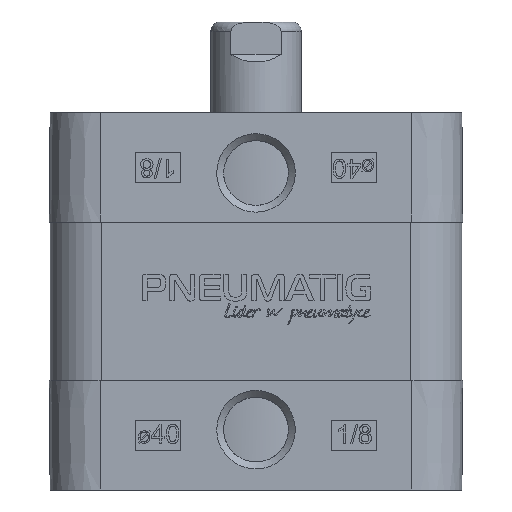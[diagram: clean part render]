
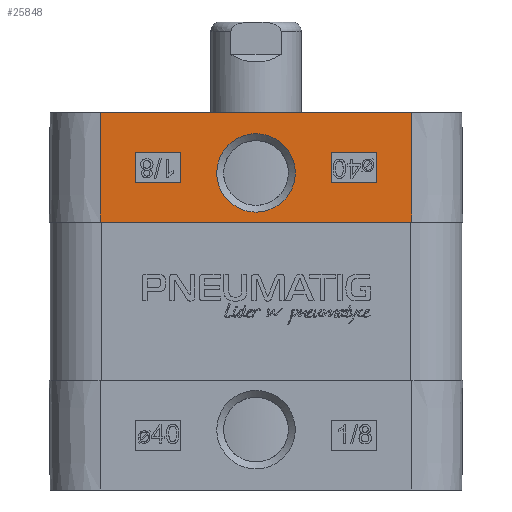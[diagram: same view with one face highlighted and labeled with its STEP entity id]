
A CAD part, left-side view. The second image highlights one B-rep face of the part: STEP entity #25848.
In plain terms, the highlighted planar face has unit normal (-1, 0, 0.009).
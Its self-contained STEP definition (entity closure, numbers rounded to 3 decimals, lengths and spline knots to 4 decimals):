
#1020=B_SPLINE_CURVE_WITH_KNOTS($,3,(#37080,#37081,#37082,#37083,#37084,
#37085,#37086,#37087,#37088,#37089,#37090,#37091,#37092,#37093,#37094,#37095,
#37096,#37097,#37098,#37099,#37100,#37101,#37102,#37103,#37104,#37105,#37106,
#37107,#37108,#37109,#37110,#37111,#37112,#37113,#37114,#37115,#37116,#37117,
#37118,#37119,#37120,#37121,#37122,#37123,#37124,#37125,#37126,#37127,#37128,
#37129,#37130,#37131,#37132,#37133,#37134,#37135,#37136,#37137),
 .UNSPECIFIED.,.T.,.F.,(4,3,3,3,3,3,3,3,3,3,3,3,3,3,3,3,3,3,3,4),(0.,0.1914,
0.2286,0.4161,0.6638,0.936,
1.3093,1.6133,1.636,1.9164,2.1022,
2.1255,2.3171,2.5155,2.8549,3.2246,
3.5525,3.9058,4.056,4.2904),
 .UNSPECIFIED.);
#2822=LINE($,#35533,#4825);
#2897=LINE($,#35828,#4900);
#3080=LINE($,#36996,#5083);
#3082=LINE($,#37000,#5085);
#3084=LINE($,#37004,#5087);
#3086=LINE($,#37007,#5089);
#3088=LINE($,#37013,#5091);
#3090=LINE($,#37017,#5093);
#3092=LINE($,#37021,#5095);
#3094=LINE($,#37024,#5097);
#3096=LINE($,#37139,#5099);
#3097=LINE($,#37140,#5100);
#4825=VECTOR($,#29695,4.13);
#4900=VECTOR($,#30000,4.13);
#5083=VECTOR($,#30337,0.4);
#5085=VECTOR($,#30341,0.6);
#5087=VECTOR($,#30345,0.4);
#5089=VECTOR($,#30349,0.6);
#5091=VECTOR($,#30355,0.4);
#5093=VECTOR($,#30359,0.6);
#5095=VECTOR($,#30363,0.4);
#5097=VECTOR($,#30367,0.6);
#5099=VECTOR($,#30373,1.4501);
#5100=VECTOR($,#30374,1.4501);
#6676=FACE_BOUND($,#8884,.T.);
#6677=FACE_BOUND($,#8885,.T.);
#6678=FACE_BOUND($,#8886,.T.);
#7232=FACE_OUTER_BOUND($,#8883,.T.);
#8883=EDGE_LOOP($,(#19346,#19347,#19348,#19349));
#8884=EDGE_LOOP($,(#19350,#19351,#19352,#19353));
#8885=EDGE_LOOP($,(#19354,#19355,#19356,#19357));
#8886=EDGE_LOOP($,(#19358));
#10973=VERTEX_POINT($,#35530);
#10974=VERTEX_POINT($,#35532);
#11078=VERTEX_POINT($,#35825);
#11079=VERTEX_POINT($,#35827);
#11306=VERTEX_POINT($,#36993);
#11307=VERTEX_POINT($,#36995);
#11308=VERTEX_POINT($,#36999);
#11309=VERTEX_POINT($,#37003);
#11310=VERTEX_POINT($,#37010);
#11311=VERTEX_POINT($,#37012);
#11312=VERTEX_POINT($,#37016);
#11313=VERTEX_POINT($,#37020);
#11314=VERTEX_POINT($,#37078);
#13846=EDGE_CURVE($,#10974,#10973,#2822,.T.);
#13975=EDGE_CURVE($,#11079,#11078,#2897,.T.);
#14279=EDGE_CURVE($,#11307,#11306,#3080,.T.);
#14281=EDGE_CURVE($,#11308,#11307,#3082,.T.);
#14283=EDGE_CURVE($,#11309,#11308,#3084,.T.);
#14285=EDGE_CURVE($,#11306,#11309,#3086,.T.);
#14287=EDGE_CURVE($,#11311,#11310,#3088,.T.);
#14289=EDGE_CURVE($,#11312,#11311,#3090,.T.);
#14291=EDGE_CURVE($,#11313,#11312,#3092,.T.);
#14293=EDGE_CURVE($,#11310,#11313,#3094,.T.);
#14295=EDGE_CURVE($,#11314,#11314,#1020,.T.);
#14296=EDGE_CURVE($,#11079,#10973,#3096,.T.);
#14297=EDGE_CURVE($,#11078,#10974,#3097,.T.);
#19346=ORIENTED_EDGE($,*,*,#13846,.T.);
#19347=ORIENTED_EDGE($,*,*,#14296,.F.);
#19348=ORIENTED_EDGE($,*,*,#13975,.T.);
#19349=ORIENTED_EDGE($,*,*,#14297,.T.);
#19350=ORIENTED_EDGE($,*,*,#14279,.T.);
#19351=ORIENTED_EDGE($,*,*,#14285,.T.);
#19352=ORIENTED_EDGE($,*,*,#14283,.T.);
#19353=ORIENTED_EDGE($,*,*,#14281,.T.);
#19354=ORIENTED_EDGE($,*,*,#14287,.T.);
#19355=ORIENTED_EDGE($,*,*,#14293,.T.);
#19356=ORIENTED_EDGE($,*,*,#14291,.T.);
#19357=ORIENTED_EDGE($,*,*,#14289,.T.);
#19358=ORIENTED_EDGE($,*,*,#14295,.F.);
#25082=PLANE($,#27624);
#25848=ADVANCED_FACE($,(#7232,#6676,#6677,#6678),#25082,.T.);
#27624=AXIS2_PLACEMENT_3D($,#37138,#30371,#30372);
#29695=DIRECTION($,(0.,1.,0.));
#30000=DIRECTION($,(0.,-1.,0.));
#30337=DIRECTION($,(-0.009,0.,-1.));
#30341=DIRECTION($,(0.,-1.,0.));
#30345=DIRECTION($,(0.009,0.,1.));
#30349=DIRECTION($,(0.,1.,0.));
#30355=DIRECTION($,(-0.009,0.,-1.));
#30359=DIRECTION($,(0.,-1.,0.));
#30363=DIRECTION($,(0.009,0.,1.));
#30367=DIRECTION($,(0.,1.,0.));
#30371=DIRECTION('center_axis',(-1.,0.,
0.009));
#30372=DIRECTION('ref_axis',(0.009,0.,
1.));
#30373=DIRECTION($,(0.009,0.,1.));
#30374=DIRECTION($,(0.009,0.,1.));
#35530=CARTESIAN_POINT('',(-2.7273,2.065,1.5));
#35532=CARTESIAN_POINT('',(-2.7273,-2.065,1.5));
#35533=CARTESIAN_POINT($,(-2.7273,-2.065,1.5));
#35825=CARTESIAN_POINT('',(-2.74,-2.065,0.05));
#35827=CARTESIAN_POINT('',(-2.74,2.065,0.05));
#35828=CARTESIAN_POINT($,(-2.74,2.065,0.05));
#36993=CARTESIAN_POINT('',(-2.7354,1.,0.575));
#36995=CARTESIAN_POINT('',(-2.7319,1.,0.975));
#36996=CARTESIAN_POINT($,(-2.7319,1.,0.975));
#36999=CARTESIAN_POINT('',(-2.7319,1.6,0.975));
#37000=CARTESIAN_POINT($,(-2.7319,1.6,0.975));
#37003=CARTESIAN_POINT('',(-2.7354,1.6,0.575));
#37004=CARTESIAN_POINT($,(-2.7354,1.6,0.575));
#37007=CARTESIAN_POINT($,(-2.7354,1.,0.575));
#37010=CARTESIAN_POINT('',(-2.7354,-1.6,0.575));
#37012=CARTESIAN_POINT('',(-2.7319,-1.6,0.975));
#37013=CARTESIAN_POINT($,(-2.7319,-1.6,0.975));
#37016=CARTESIAN_POINT('',(-2.7319,-1.,0.975));
#37017=CARTESIAN_POINT($,(-2.7319,-1.,0.975));
#37020=CARTESIAN_POINT('',(-2.7354,-1.,0.575));
#37021=CARTESIAN_POINT($,(-2.7354,-1.,0.575));
#37024=CARTESIAN_POINT($,(-2.7354,-1.6,0.575));
#37078=CARTESIAN_POINT('',(-2.7389,0.,0.1813));
#37080=CARTESIAN_POINT('Ctrl Pts',(-2.7298,-0.0001,
1.219));
#37081=CARTESIAN_POINT('Ctrl Pts',(-2.7298,0.0637,
1.2191));
#37082=CARTESIAN_POINT('Ctrl Pts',(-2.7299,0.1288,1.2079));
#37083=CARTESIAN_POINT('Ctrl Pts',(-2.7301,0.1905,
1.1841));
#37084=CARTESIAN_POINT('Ctrl Pts',(-2.7301,0.2025,1.1795));
#37085=CARTESIAN_POINT('Ctrl Pts',(-2.7302,0.2143,
1.1744));
#37086=CARTESIAN_POINT('Ctrl Pts',(-2.7302,0.2256,
1.169));
#37087=CARTESIAN_POINT('Ctrl Pts',(-2.7305,0.282,
1.1421));
#37088=CARTESIAN_POINT('Ctrl Pts',(-2.7308,0.3244,1.1086));
#37089=CARTESIAN_POINT('Ctrl Pts',(-2.731,0.3533,1.0816));
#37090=CARTESIAN_POINT('Ctrl Pts',(-2.7313,0.3916,
1.0458));
#37091=CARTESIAN_POINT('Ctrl Pts',(-2.7316,0.4196,
1.0103));
#37092=CARTESIAN_POINT('Ctrl Pts',(-2.732,0.445,
0.968));
#37093=CARTESIAN_POINT('Ctrl Pts',(-2.7324,0.4729,
0.9216));
#37094=CARTESIAN_POINT('Ctrl Pts',(-2.7328,0.4941,
0.8702));
#37095=CARTESIAN_POINT('Ctrl Pts',(-2.7333,0.5064,0.8165));
#37096=CARTESIAN_POINT('Ctrl Pts',(-2.734,0.5232,
0.7428));
#37097=CARTESIAN_POINT('Ctrl Pts',(-2.7346,0.5238,
0.6631));
#37098=CARTESIAN_POINT('Ctrl Pts',(-2.7353,0.5062,
0.5854));
#37099=CARTESIAN_POINT('Ctrl Pts',(-2.7359,0.4918,
0.5221));
#37100=CARTESIAN_POINT('Ctrl Pts',(-2.7364,0.4685,0.4605));
#37101=CARTESIAN_POINT('Ctrl Pts',(-2.737,0.4182,
0.3924));
#37102=CARTESIAN_POINT('Ctrl Pts',(-2.7371,0.4144,
0.3873));
#37103=CARTESIAN_POINT('Ctrl Pts',(-2.7371,0.4105,
0.3822));
#37104=CARTESIAN_POINT('Ctrl Pts',(-2.7371,0.4064,0.3771));
#37105=CARTESIAN_POINT('Ctrl Pts',(-2.7377,0.356,
0.3144));
#37106=CARTESIAN_POINT('Ctrl Pts',(-2.7382,0.2819,
0.257));
#37107=CARTESIAN_POINT('Ctrl Pts',(-2.7385,0.1991,0.2223));
#37108=CARTESIAN_POINT('Ctrl Pts',(-2.7387,0.1441,
0.1992));
#37109=CARTESIAN_POINT('Ctrl Pts',(-2.7388,0.0844,
0.1848));
#37110=CARTESIAN_POINT('Ctrl Pts',(-2.7388,0.0229,
0.1818));
#37111=CARTESIAN_POINT('Ctrl Pts',(-2.7389,0.0153,
0.1815));
#37112=CARTESIAN_POINT('Ctrl Pts',(-2.7389,0.0075,
0.1813));
#37113=CARTESIAN_POINT('Ctrl Pts',(-2.7389,0.,
0.1813));
#37114=CARTESIAN_POINT('Ctrl Pts',(-2.7389,-0.0623,
0.1813));
#37115=CARTESIAN_POINT('Ctrl Pts',(-2.7387,-0.1154,
0.1934));
#37116=CARTESIAN_POINT('Ctrl Pts',(-2.7386,-0.1538,
0.2056));
#37117=CARTESIAN_POINT('Ctrl Pts',(-2.7385,-0.1934,
0.2182));
#37118=CARTESIAN_POINT('Ctrl Pts',(-2.7384,-0.2243,
0.2321));
#37119=CARTESIAN_POINT('Ctrl Pts',(-2.7382,-0.2571,
0.2508));
#37120=CARTESIAN_POINT('Ctrl Pts',(-2.738,-0.3133,
0.2826));
#37121=CARTESIAN_POINT('Ctrl Pts',(-2.7376,-0.3646,
0.3248));
#37122=CARTESIAN_POINT('Ctrl Pts',(-2.7371,-0.4065,
0.3771));
#37123=CARTESIAN_POINT('Ctrl Pts',(-2.7366,-0.4522,
0.434));
#37124=CARTESIAN_POINT('Ctrl Pts',(-2.736,-0.4884,
0.5066));
#37125=CARTESIAN_POINT('Ctrl Pts',(-2.7353,-0.5064,
0.5853));
#37126=CARTESIAN_POINT('Ctrl Pts',(-2.7347,-0.5224,
0.655));
#37127=CARTESIAN_POINT('Ctrl Pts',(-2.7341,-0.5275,
0.7277));
#37128=CARTESIAN_POINT('Ctrl Pts',(-2.7333,-0.507,
0.8163));
#37129=CARTESIAN_POINT('Ctrl Pts',(-2.7325,-0.4849,
0.9118));
#37130=CARTESIAN_POINT('Ctrl Pts',(-2.7316,-0.4271,
1.0141));
#37131=CARTESIAN_POINT('Ctrl Pts',(-2.7309,-0.3442,
1.0885));
#37132=CARTESIAN_POINT('Ctrl Pts',(-2.7307,-0.3089,
1.1201));
#37133=CARTESIAN_POINT('Ctrl Pts',(-2.7304,-0.269,
1.1474));
#37134=CARTESIAN_POINT('Ctrl Pts',(-2.7302,-0.2252,
1.1685));
#37135=CARTESIAN_POINT('Ctrl Pts',(-2.73,-0.1569,
1.2015));
#37136=CARTESIAN_POINT('Ctrl Pts',(-2.7298,-0.0782,
1.219));
#37137=CARTESIAN_POINT('Ctrl Pts',(-2.7298,-0.0001,
1.219));
#37138=CARTESIAN_POINT('Origin',(-2.74,0.,0.05));
#37139=CARTESIAN_POINT($,(-2.74,2.065,0.05));
#37140=CARTESIAN_POINT($,(-2.74,-2.065,0.05));
